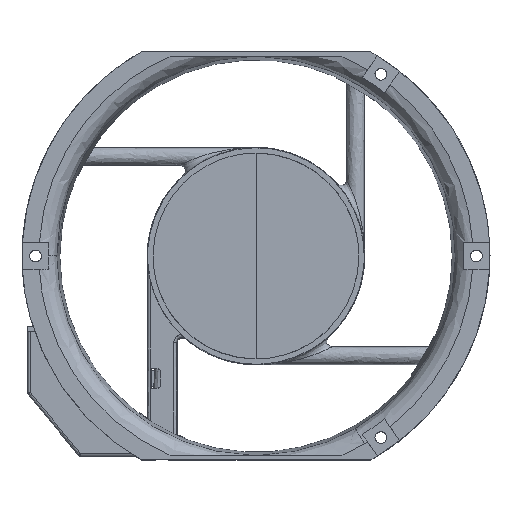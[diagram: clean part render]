
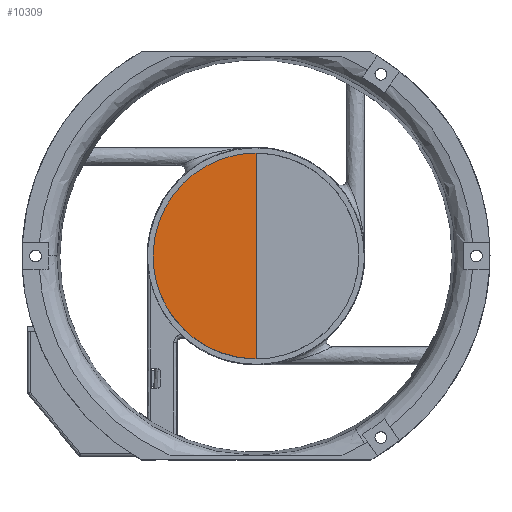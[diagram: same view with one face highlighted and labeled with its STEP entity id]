
A CAD part, top view. The second image highlights one B-rep face of the part: STEP entity #10309.
In plain terms, the highlighted planar face has unit normal (0, 0, 1).
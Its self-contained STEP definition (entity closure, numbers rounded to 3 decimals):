
#1065 = PLANE ( 'NONE',  #24098 ) ;
#2654 = VERTEX_POINT ( 'NONE', #27000 ) ;
#2770 =( BOUNDED_CURVE ( )  B_SPLINE_CURVE ( 3, ( #31479, #34541, #28183, #37719 ),
 .UNSPECIFIED., .F., .F. ) 
 B_SPLINE_CURVE_WITH_KNOTS ( ( 4, 4 ),
 ( 0., 0.06 ),
 .UNSPECIFIED. ) 
 CURVE ( )  GEOMETRIC_REPRESENTATION_ITEM ( )  RATIONAL_B_SPLINE_CURVE ( ( 1., 0.805, 0.805, 1. ) ) 
 REPRESENTATION_ITEM ( '' )  );
#4226 = CARTESIAN_POINT ( 'NONE',  ( -37.817, 0., 20.1 ) ) ;
#5555 =( BOUNDED_CURVE ( )  B_SPLINE_CURVE ( 1, ( #18741, #34453 ),
 .UNSPECIFIED., .F., .F. ) 
 B_SPLINE_CURVE_WITH_KNOTS ( ( 2, 2 ),
 ( 0., 1. ),
 .UNSPECIFIED. ) 
 CURVE ( )  GEOMETRIC_REPRESENTATION_ITEM ( )  RATIONAL_B_SPLINE_CURVE ( ( 1., 0.5 ) ) 
 REPRESENTATION_ITEM ( '' )  );
#5595 = CARTESIAN_POINT ( 'NONE',  ( -37.817, -18.908, 20.1 ) ) ;
#7249 = ORIENTED_EDGE ( 'NONE', *, *, #18961, .F. ) ;
#10309 = ADVANCED_FACE ( 'NONE', ( #33958 ), #1065, .F. ) ;
#10614 = ORIENTED_EDGE ( 'NONE', *, *, #15489, .F. ) ;
#10655 = ORIENTED_EDGE ( 'NONE', *, *, #22860, .F. ) ;
#14460 = CARTESIAN_POINT ( 'NONE',  ( 0., 37.817, 20.1 ) ) ;
#14764 = VERTEX_POINT ( 'NONE', #14460 ) ;
#15489 = EDGE_CURVE ( 'NONE', #39414, #2654, #38428, .T. ) ;
#16014 = DIRECTION ( 'NONE',  ( 0., 0., -1. ) ) ;
#17527 = CARTESIAN_POINT ( 'NONE',  ( 0., -37.817, 20.1 ) ) ;
#18741 = CARTESIAN_POINT ( 'NONE',  ( 0., 37.817, 20.1 ) ) ;
#18961 = EDGE_CURVE ( 'NONE', #14764, #39414, #5555, .T. ) ;
#22129 = DIRECTION ( 'NONE',  ( -1., 0., 0. ) ) ;
#22860 = EDGE_CURVE ( 'NONE', #2654, #14764, #2770, .T. ) ;
#24098 = AXIS2_PLACEMENT_3D ( 'NONE', #4226, #16014, #22129 ) ;
#27000 = CARTESIAN_POINT ( 'NONE',  ( -37.817, 0., 20.1 ) ) ;
#27010 = CARTESIAN_POINT ( 'NONE',  ( -37.817, 0., 20.1 ) ) ;
#27604 = EDGE_LOOP ( 'NONE', ( #10655, #10614, #7249 ) ) ;
#28183 = CARTESIAN_POINT ( 'NONE',  ( -22.153, 37.817, 20.1 ) ) ;
#30191 = CARTESIAN_POINT ( 'NONE',  ( 0., -37.817, 20.1 ) ) ;
#31479 = CARTESIAN_POINT ( 'NONE',  ( -37.817, 0., 20.1 ) ) ;
#32847 = CARTESIAN_POINT ( 'NONE',  ( -25.211, -37.817, 20.1 ) ) ;
#33958 = FACE_OUTER_BOUND ( 'NONE', #27604, .T. ) ;
#34453 = CARTESIAN_POINT ( 'NONE',  ( 0., -37.817, 20.1 ) ) ;
#34541 = CARTESIAN_POINT ( 'NONE',  ( -37.817, 22.153, 20.1 ) ) ;
#37719 = CARTESIAN_POINT ( 'NONE',  ( 0., 37.817, 20.1 ) ) ;
#38428 =( BOUNDED_CURVE ( )  B_SPLINE_CURVE ( 3, ( #30191, #32847, #5595, #27010 ),
 .UNSPECIFIED., .F., .F. ) 
 B_SPLINE_CURVE_WITH_KNOTS ( ( 4, 4 ),
 ( 0., 0.06 ),
 .UNSPECIFIED. ) 
 CURVE ( )  GEOMETRIC_REPRESENTATION_ITEM ( )  RATIONAL_B_SPLINE_CURVE ( ( 0.5, 0.5, 0.667, 1. ) ) 
 REPRESENTATION_ITEM ( '' )  );
#39414 = VERTEX_POINT ( 'NONE', #17527 ) ;
